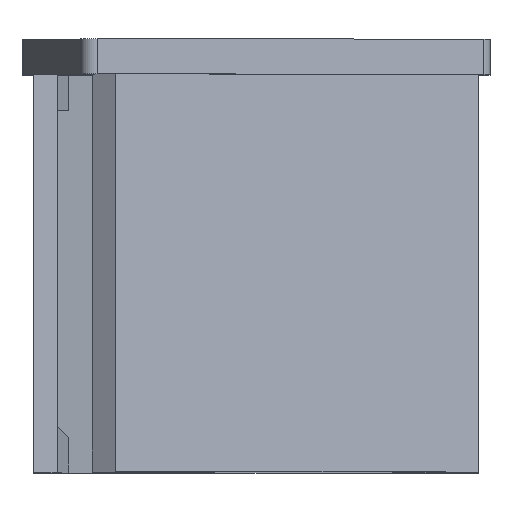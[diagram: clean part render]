
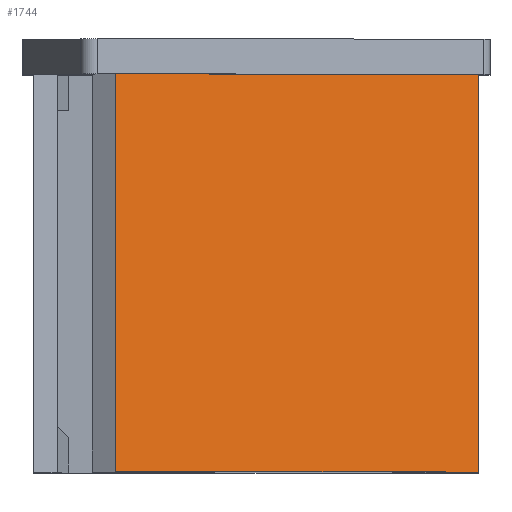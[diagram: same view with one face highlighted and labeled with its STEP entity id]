
A CAD part, top view. The second image highlights one B-rep face of the part: STEP entity #1744.
In plain terms, the highlighted planar face has unit normal (0.437, 0, 0.899).
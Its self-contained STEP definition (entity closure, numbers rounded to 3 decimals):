
#119=VECTOR('',#1956,1.);
#228=VECTOR('',#2198,1.);
#229=VECTOR('',#2199,1.);
#230=VECTOR('',#2200,1.);
#299=LINE('',#2362,#119);
#408=LINE('',#2653,#228);
#409=LINE('',#2656,#229);
#410=LINE('',#2657,#230);
#505=PLANE('',#1875);
#549=VERTEX_POINT('',#2361);
#550=VERTEX_POINT('',#2363);
#650=VERTEX_POINT('',#2654);
#651=VERTEX_POINT('',#2655);
#762=EDGE_CURVE('',#549,#550,#299,.T.);
#913=EDGE_CURVE('',#650,#651,#408,.T.);
#914=EDGE_CURVE('',#650,#550,#409,.T.);
#915=EDGE_CURVE('',#651,#549,#410,.T.);
#1299=ORIENTED_EDGE('',*,*,#913,.F.);
#1300=ORIENTED_EDGE('',*,*,#914,.T.);
#1301=ORIENTED_EDGE('',*,*,#762,.F.);
#1302=ORIENTED_EDGE('',*,*,#915,.F.);
#1544=EDGE_LOOP('',(#1299,#1300,#1301,#1302));
#1649=FACE_BOUND('',#1544,.T.);
#1744=ADVANCED_FACE('',(#1649),#505,.T.);
#1875=AXIS2_PLACEMENT_3D('',#2652,#2197,$);
#1956=DIRECTION('',(-0.9,0.,0.437));
#2197=DIRECTION('',(0.437,0.,0.9));
#2198=DIRECTION('',(0.9,0.,-0.437));
#2199=DIRECTION('',(0.,-1.,0.));
#2200=DIRECTION('',(0.,-1.,0.));
#2361=CARTESIAN_POINT('',(39.,-34.,59.374));
#2362=CARTESIAN_POINT('',(20.484,-34.,68.368));
#2363=CARTESIAN_POINT('',(8.,-34.,74.431));
#2652=CARTESIAN_POINT('',(23.5,0.,66.903));
#2653=CARTESIAN_POINT('',(28.372,0.,64.536));
#2654=CARTESIAN_POINT('',(8.,0.,74.431));
#2655=CARTESIAN_POINT('',(39.,0.,59.374));
#2656=CARTESIAN_POINT('',(8.,0.,74.431));
#2657=CARTESIAN_POINT('',(39.,0.,59.374));
